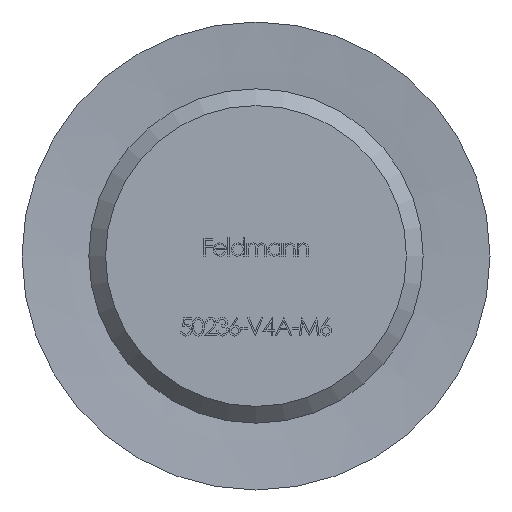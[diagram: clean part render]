
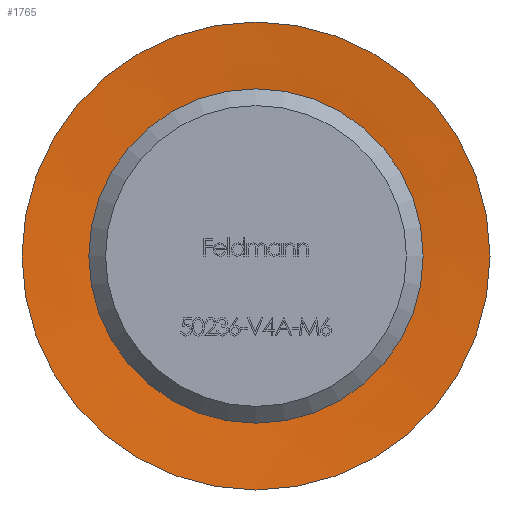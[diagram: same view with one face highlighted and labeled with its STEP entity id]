
A CAD part, front view. The second image highlights one B-rep face of the part: STEP entity #1765.
In plain terms, the highlighted conical face has half-angle 85 degrees and reference radius 4.32 mm.
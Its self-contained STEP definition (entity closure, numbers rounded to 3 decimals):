
#574 = EDGE_LOOP ( 'NONE', ( #1460 ) ) ;
#911 = CARTESIAN_POINT ( 'NONE',  ( 0., 0., 0. ) ) ;
#1040 = FACE_BOUND ( 'NONE', #574, .T. ) ;
#1460 = ORIENTED_EDGE ( 'NONE', *, *, #1467, .F. ) ;
#1467 = EDGE_CURVE ( 'NONE', #13177, #13177, #12064, .T. ) ;
#1528 = CONICAL_SURFACE ( 'NONE', #9866, 4.32, 1.484 ) ;
#1765 = ADVANCED_FACE ( 'NONE', ( #8577, #1040 ), #1528, .F. ) ;
#1820 = DIRECTION ( 'NONE',  ( 1., 0., 0. ) ) ;
#2211 = ORIENTED_EDGE ( 'NONE', *, *, #9978, .T. ) ;
#2816 = VERTEX_POINT ( 'NONE', #8260 ) ;
#3610 = DIRECTION ( 'NONE',  ( 1., 0., 0. ) ) ;
#4841 = DIRECTION ( 'NONE',  ( 0., -1., 0. ) ) ;
#4854 = AXIS2_PLACEMENT_3D ( 'NONE', #911, #6194, #8255 ) ;
#6194 = DIRECTION ( 'NONE',  ( 0., -1., 0. ) ) ;
#7043 = CARTESIAN_POINT ( 'NONE',  ( 0., 0.234, 0. ) ) ;
#8184 = DIRECTION ( 'NONE',  ( 0., -1., 0. ) ) ;
#8255 = DIRECTION ( 'NONE',  ( 1., 0., 0. ) ) ;
#8260 = CARTESIAN_POINT ( 'NONE',  ( 7., 0., 0. ) ) ;
#8502 = EDGE_LOOP ( 'NONE', ( #2211 ) ) ;
#8577 = FACE_OUTER_BOUND ( 'NONE', #8502, .T. ) ;
#9319 = CARTESIAN_POINT ( 'NONE',  ( 4.32, 0.234, 0. ) ) ;
#9478 = AXIS2_PLACEMENT_3D ( 'NONE', #12065, #4841, #3610 ) ;
#9866 = AXIS2_PLACEMENT_3D ( 'NONE', #7043, #8184, #1820 ) ;
#9978 = EDGE_CURVE ( 'NONE', #2816, #2816, #13160, .T. ) ;
#12064 = CIRCLE ( 'NONE', #9478, 4.32 ) ;
#12065 = CARTESIAN_POINT ( 'NONE',  ( 0., 0.234, 0. ) ) ;
#13160 = CIRCLE ( 'NONE', #4854, 7. ) ;
#13177 = VERTEX_POINT ( 'NONE', #9319 ) ;
